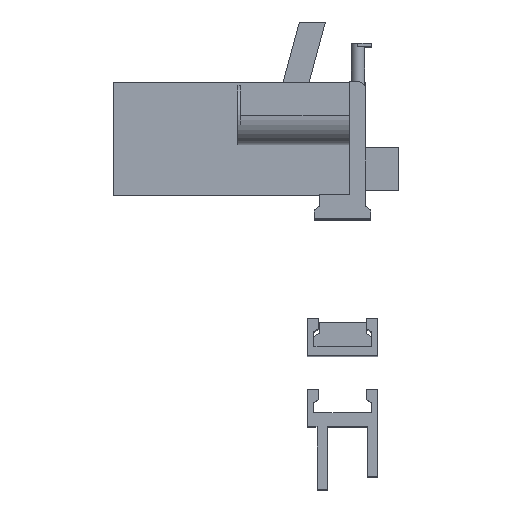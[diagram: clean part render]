
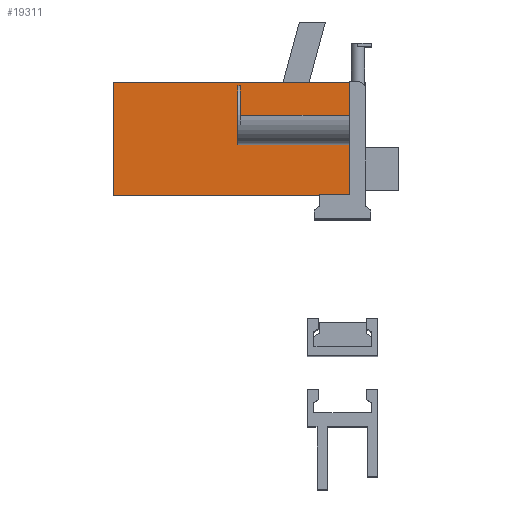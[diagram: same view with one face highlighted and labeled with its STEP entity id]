
A CAD part, top view. The second image highlights one B-rep face of the part: STEP entity #19311.
In plain terms, the highlighted planar face has unit normal (0, 0, 1).
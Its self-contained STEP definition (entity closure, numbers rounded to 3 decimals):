
#16951 = CYLINDRICAL_SURFACE('',#16952,3.125);
#16952 = AXIS2_PLACEMENT_3D('',#16953,#16954,#16955);
#16953 = CARTESIAN_POINT('',(20.075,57.175,150.5));
#16954 = DIRECTION('',(0.,0.,-1.));
#16955 = DIRECTION('',(0.707,0.707,0.));
#17446 = PLANE('',#17447);
#17447 = AXIS2_PLACEMENT_3D('',#17448,#17449,#17450);
#17448 = CARTESIAN_POINT('',(23.2,15.3,161.75));
#17449 = DIRECTION('',(1.,0.,0.));
#17450 = DIRECTION('',(0.,0.,-1.));
#17627 = VERTEX_POINT('',#17628);
#17628 = CARTESIAN_POINT('',(-77.15,15.3,161.75));
#17637 = PLANE('',#17638);
#17638 = AXIS2_PLACEMENT_3D('',#17639,#17640,#17641);
#17639 = CARTESIAN_POINT('',(-77.15,15.3,116.75));
#17640 = DIRECTION('',(-1.,0.,0.));
#17641 = DIRECTION('',(0.,0.,1.));
#17649 = PLANE('',#17650);
#17650 = AXIS2_PLACEMENT_3D('',#17651,#17652,#17653);
#17651 = CARTESIAN_POINT('',(20.025,15.3,139.25));
#17652 = DIRECTION('',(0.,1.,0.));
#17653 = DIRECTION('',(-1.,0.,0.));
#17661 = EDGE_CURVE('',#17627,#17662,#17664,.T.);
#17662 = VERTEX_POINT('',#17663);
#17663 = CARTESIAN_POINT('',(-77.15,60.3,161.75));
#17664 = SURFACE_CURVE('',#17665,(#17669,#17676),.PCURVE_S1.);
#17665 = LINE('',#17666,#17667);
#17666 = CARTESIAN_POINT('',(-77.15,15.3,161.75));
#17667 = VECTOR('',#17668,1.);
#17668 = DIRECTION('',(0.,1.,0.));
#17669 = PCURVE('',#17637,#17670);
#17670 = DEFINITIONAL_REPRESENTATION('',(#17671),#17675);
#17671 = LINE('',#17672,#17673);
#17672 = CARTESIAN_POINT('',(45.,0.));
#17673 = VECTOR('',#17674,1.);
#17674 = DIRECTION('',(0.,1.));
#17675 = ( GEOMETRIC_REPRESENTATION_CONTEXT(2) 
PARAMETRIC_REPRESENTATION_CONTEXT() REPRESENTATION_CONTEXT('2D SPACE',''
  ) );
#17676 = PCURVE('',#17677,#17682);
#17677 = PLANE('',#17678);
#17678 = AXIS2_PLACEMENT_3D('',#17679,#17680,#17681);
#17679 = CARTESIAN_POINT('',(16.85,15.3,161.75));
#17680 = DIRECTION('',(0.,0.,1.));
#17681 = DIRECTION('',(1.,0.,-0.));
#17682 = DEFINITIONAL_REPRESENTATION('',(#17683),#17687);
#17683 = LINE('',#17684,#17685);
#17684 = CARTESIAN_POINT('',(-94.,0.));
#17685 = VECTOR('',#17686,1.);
#17686 = DIRECTION('',(0.,1.));
#17687 = ( GEOMETRIC_REPRESENTATION_CONTEXT(2) 
PARAMETRIC_REPRESENTATION_CONTEXT() REPRESENTATION_CONTEXT('2D SPACE',''
  ) );
#17705 = PLANE('',#17706);
#17706 = AXIS2_PLACEMENT_3D('',#17707,#17708,#17709);
#17707 = CARTESIAN_POINT('',(20.025,60.3,139.25));
#17708 = DIRECTION('',(0.,1.,0.));
#17709 = DIRECTION('',(0.,-0.,1.));
#18180 = VERTEX_POINT('',#18181);
#18181 = CARTESIAN_POINT('',(20.075,60.3,161.75));
#18224 = EDGE_CURVE('',#18180,#18225,#18227,.T.);
#18225 = VERTEX_POINT('',#18226);
#18226 = CARTESIAN_POINT('',(23.2,57.175,161.75));
#18227 = SURFACE_CURVE('',#18228,(#18233,#18262),.PCURVE_S1.);
#18228 = CIRCLE('',#18229,3.125);
#18229 = AXIS2_PLACEMENT_3D('',#18230,#18231,#18232);
#18230 = CARTESIAN_POINT('',(20.075,57.175,161.75));
#18231 = DIRECTION('',(0.,0.,-1.));
#18232 = DIRECTION('',(0.707,0.707,0.));
#18233 = PCURVE('',#16951,#18234);
#18234 = DEFINITIONAL_REPRESENTATION('',(#18235),#18261);
#18235 = B_SPLINE_CURVE_WITH_KNOTS('',3,(#18236,#18237,#18238,#18239,
    #18240,#18241,#18242,#18243,#18244,#18245,#18246,#18247,#18248,
    #18249,#18250,#18251,#18252,#18253,#18254,#18255,#18256,#18257,
    #18258,#18259,#18260),.UNSPECIFIED.,.F.,.F.,(4,1,1,1,1,1,1,1,1,1,1,1
    ,1,1,1,1,1,1,1,1,1,1,4),(5.498,5.569,
    5.641,5.712,5.783,5.855,
    5.926,5.998,6.069,6.14,
    6.212,6.283,6.355,6.426,
    6.497,6.569,6.64,6.712,
    6.783,6.854,6.926,6.997,
    7.069),.QUASI_UNIFORM_KNOTS.);
#18236 = CARTESIAN_POINT('',(-0.785,-11.25));
#18237 = CARTESIAN_POINT('',(-0.762,-11.25));
#18238 = CARTESIAN_POINT('',(-0.714,-11.25));
#18239 = CARTESIAN_POINT('',(-0.643,-11.25));
#18240 = CARTESIAN_POINT('',(-0.571,-11.25));
#18241 = CARTESIAN_POINT('',(-0.5,-11.25));
#18242 = CARTESIAN_POINT('',(-0.428,-11.25));
#18243 = CARTESIAN_POINT('',(-0.357,-11.25));
#18244 = CARTESIAN_POINT('',(-0.286,-11.25));
#18245 = CARTESIAN_POINT('',(-0.214,-11.25));
#18246 = CARTESIAN_POINT('',(-0.143,-11.25));
#18247 = CARTESIAN_POINT('',(-0.071,-11.25));
#18248 = CARTESIAN_POINT('',(0.,-11.25));
#18249 = CARTESIAN_POINT('',(0.071,-11.25));
#18250 = CARTESIAN_POINT('',(0.143,-11.25));
#18251 = CARTESIAN_POINT('',(0.214,-11.25));
#18252 = CARTESIAN_POINT('',(0.286,-11.25));
#18253 = CARTESIAN_POINT('',(0.357,-11.25));
#18254 = CARTESIAN_POINT('',(0.428,-11.25));
#18255 = CARTESIAN_POINT('',(0.5,-11.25));
#18256 = CARTESIAN_POINT('',(0.571,-11.25));
#18257 = CARTESIAN_POINT('',(0.643,-11.25));
#18258 = CARTESIAN_POINT('',(0.714,-11.25));
#18259 = CARTESIAN_POINT('',(0.762,-11.25));
#18260 = CARTESIAN_POINT('',(0.785,-11.25));
#18261 = ( GEOMETRIC_REPRESENTATION_CONTEXT(2) 
PARAMETRIC_REPRESENTATION_CONTEXT() REPRESENTATION_CONTEXT('2D SPACE',''
  ) );
#18262 = PCURVE('',#17677,#18263);
#18263 = DEFINITIONAL_REPRESENTATION('',(#18264),#18272);
#18264 = ( BOUNDED_CURVE() B_SPLINE_CURVE(2,(#18265,#18266,#18267,#18268
    ,#18269,#18270,#18271),.UNSPECIFIED.,.F.,.F.) 
B_SPLINE_CURVE_WITH_KNOTS((1,2,2,2,2,1),(-2.094,0.,
    2.094,4.189,6.283,8.378),
.UNSPECIFIED.) CURVE() GEOMETRIC_REPRESENTATION_ITEM() 
RATIONAL_B_SPLINE_CURVE((1.,0.5,1.,0.5,1.,0.5,1.)) REPRESENTATION_ITEM(
  '') );
#18265 = CARTESIAN_POINT('',(5.435,44.085));
#18266 = CARTESIAN_POINT('',(9.262,40.257));
#18267 = CARTESIAN_POINT('',(4.034,38.856));
#18268 = CARTESIAN_POINT('',(-1.194,37.456));
#18269 = CARTESIAN_POINT('',(0.206,42.684));
#18270 = CARTESIAN_POINT('',(1.607,47.912));
#18271 = CARTESIAN_POINT('',(5.435,44.085));
#18272 = ( GEOMETRIC_REPRESENTATION_CONTEXT(2) 
PARAMETRIC_REPRESENTATION_CONTEXT() REPRESENTATION_CONTEXT('2D SPACE',''
  ) );
#19156 = EDGE_CURVE('',#19157,#18225,#19159,.T.);
#19157 = VERTEX_POINT('',#19158);
#19158 = CARTESIAN_POINT('',(23.2,15.3,161.75));
#19159 = SURFACE_CURVE('',#19160,(#19164,#19171),.PCURVE_S1.);
#19160 = LINE('',#19161,#19162);
#19161 = CARTESIAN_POINT('',(23.2,15.3,161.75));
#19162 = VECTOR('',#19163,1.);
#19163 = DIRECTION('',(0.,1.,0.));
#19164 = PCURVE('',#17446,#19165);
#19165 = DEFINITIONAL_REPRESENTATION('',(#19166),#19170);
#19166 = LINE('',#19167,#19168);
#19167 = CARTESIAN_POINT('',(0.,0.));
#19168 = VECTOR('',#19169,1.);
#19169 = DIRECTION('',(0.,1.));
#19170 = ( GEOMETRIC_REPRESENTATION_CONTEXT(2) 
PARAMETRIC_REPRESENTATION_CONTEXT() REPRESENTATION_CONTEXT('2D SPACE',''
  ) );
#19171 = PCURVE('',#17677,#19172);
#19172 = DEFINITIONAL_REPRESENTATION('',(#19173),#19177);
#19173 = LINE('',#19174,#19175);
#19174 = CARTESIAN_POINT('',(6.35,0.));
#19175 = VECTOR('',#19176,1.);
#19176 = DIRECTION('',(0.,1.));
#19177 = ( GEOMETRIC_REPRESENTATION_CONTEXT(2) 
PARAMETRIC_REPRESENTATION_CONTEXT() REPRESENTATION_CONTEXT('2D SPACE',''
  ) );
#19311 = ADVANCED_FACE('',(#19312),#17677,.T.);
#19312 = FACE_BOUND('',#19313,.T.);
#19313 = EDGE_LOOP('',(#19314,#19315,#19336,#19337,#19358));
#19314 = ORIENTED_EDGE('',*,*,#18224,.F.);
#19315 = ORIENTED_EDGE('',*,*,#19316,.F.);
#19316 = EDGE_CURVE('',#17662,#18180,#19317,.T.);
#19317 = SURFACE_CURVE('',#19318,(#19322,#19329),.PCURVE_S1.);
#19318 = LINE('',#19319,#19320);
#19319 = CARTESIAN_POINT('',(16.85,60.3,161.75));
#19320 = VECTOR('',#19321,1.);
#19321 = DIRECTION('',(1.,0.,0.));
#19322 = PCURVE('',#17677,#19323);
#19323 = DEFINITIONAL_REPRESENTATION('',(#19324),#19328);
#19324 = LINE('',#19325,#19326);
#19325 = CARTESIAN_POINT('',(0.,45.));
#19326 = VECTOR('',#19327,1.);
#19327 = DIRECTION('',(1.,0.));
#19328 = ( GEOMETRIC_REPRESENTATION_CONTEXT(2) 
PARAMETRIC_REPRESENTATION_CONTEXT() REPRESENTATION_CONTEXT('2D SPACE',''
  ) );
#19329 = PCURVE('',#17705,#19330);
#19330 = DEFINITIONAL_REPRESENTATION('',(#19331),#19335);
#19331 = LINE('',#19332,#19333);
#19332 = CARTESIAN_POINT('',(22.5,-3.175));
#19333 = VECTOR('',#19334,1.);
#19334 = DIRECTION('',(0.,1.));
#19335 = ( GEOMETRIC_REPRESENTATION_CONTEXT(2) 
PARAMETRIC_REPRESENTATION_CONTEXT() REPRESENTATION_CONTEXT('2D SPACE',''
  ) );
#19336 = ORIENTED_EDGE('',*,*,#17661,.F.);
#19337 = ORIENTED_EDGE('',*,*,#19338,.T.);
#19338 = EDGE_CURVE('',#17627,#19157,#19339,.T.);
#19339 = SURFACE_CURVE('',#19340,(#19344,#19351),.PCURVE_S1.);
#19340 = LINE('',#19341,#19342);
#19341 = CARTESIAN_POINT('',(16.85,15.3,161.75));
#19342 = VECTOR('',#19343,1.);
#19343 = DIRECTION('',(1.,0.,0.));
#19344 = PCURVE('',#17677,#19345);
#19345 = DEFINITIONAL_REPRESENTATION('',(#19346),#19350);
#19346 = LINE('',#19347,#19348);
#19347 = CARTESIAN_POINT('',(0.,0.));
#19348 = VECTOR('',#19349,1.);
#19349 = DIRECTION('',(1.,0.));
#19350 = ( GEOMETRIC_REPRESENTATION_CONTEXT(2) 
PARAMETRIC_REPRESENTATION_CONTEXT() REPRESENTATION_CONTEXT('2D SPACE',''
  ) );
#19351 = PCURVE('',#17649,#19352);
#19352 = DEFINITIONAL_REPRESENTATION('',(#19353),#19357);
#19353 = LINE('',#19354,#19355);
#19354 = CARTESIAN_POINT('',(3.175,22.5));
#19355 = VECTOR('',#19356,1.);
#19356 = DIRECTION('',(-1.,0.));
#19357 = ( GEOMETRIC_REPRESENTATION_CONTEXT(2) 
PARAMETRIC_REPRESENTATION_CONTEXT() REPRESENTATION_CONTEXT('2D SPACE',''
  ) );
#19358 = ORIENTED_EDGE('',*,*,#19156,.T.);
